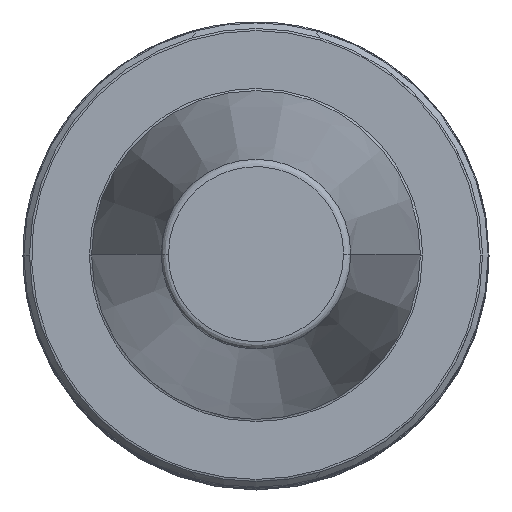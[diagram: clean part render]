
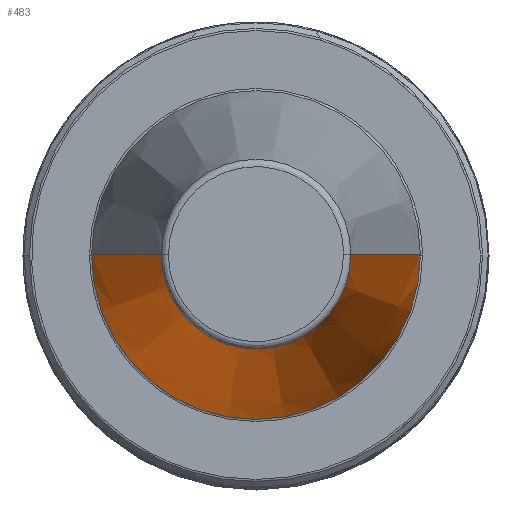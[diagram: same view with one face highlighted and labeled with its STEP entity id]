
A CAD part, top view. The second image highlights one B-rep face of the part: STEP entity #483.
In plain terms, the highlighted conical face has half-angle 8.297 degrees and reference radius 12.812 mm.
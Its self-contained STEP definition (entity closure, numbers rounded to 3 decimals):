
#176 = CIRCLE ( 'NONE', #634, 12.812 ) ;
#249 = AXIS2_PLACEMENT_3D ( 'NONE', #825, #592, #2700 ) ;
#422 = EDGE_LOOP ( 'NONE', ( #1793, #3329, #1666, #1319 ) ) ;
#471 = CARTESIAN_POINT ( 'NONE',  ( 12.812, 0., 64.544 ) ) ;
#483 = ADVANCED_FACE ( 'NONE', ( #794 ), #1995, .T. ) ;
#520 = EDGE_CURVE ( 'NONE', #1410, #3034, #3171, .T. ) ;
#592 = DIRECTION ( 'NONE',  ( 0., 0., 1. ) ) ;
#634 = AXIS2_PLACEMENT_3D ( 'NONE', #1138, #2990, #1395 ) ;
#649 = CARTESIAN_POINT ( 'NONE',  ( -12.812, 0., 64.544 ) ) ;
#794 = FACE_OUTER_BOUND ( 'NONE', #422, .T. ) ;
#825 = CARTESIAN_POINT ( 'NONE',  ( 0., 0., 0. ) ) ;
#855 = LINE ( 'NONE', #471, #1798 ) ;
#1138 = CARTESIAN_POINT ( 'NONE',  ( 0., 0., 64.544 ) ) ;
#1261 = CARTESIAN_POINT ( 'NONE',  ( -12.812, 0., 64.544 ) ) ;
#1319 = ORIENTED_EDGE ( 'NONE', *, *, #520, .T. ) ;
#1395 = DIRECTION ( 'NONE',  ( -1., 0., 0. ) ) ;
#1410 = VERTEX_POINT ( 'NONE', #2096 ) ;
#1526 = CARTESIAN_POINT ( 'NONE',  ( 0., 0., 64.544 ) ) ;
#1666 = ORIENTED_EDGE ( 'NONE', *, *, #1982, .T. ) ;
#1696 = CARTESIAN_POINT ( 'NONE',  ( 12.812, 0., 64.544 ) ) ;
#1793 = ORIENTED_EDGE ( 'NONE', *, *, #3006, .F. ) ;
#1798 = VECTOR ( 'NONE', #2322, 1000. ) ;
#1982 = EDGE_CURVE ( 'NONE', #2750, #1410, #3001, .T. ) ;
#1995 = CONICAL_SURFACE ( 'NONE', #3355, 12.812, 0.145 ) ;
#2024 = DIRECTION ( 'NONE',  ( -1., 0., 0. ) ) ;
#2067 = CARTESIAN_POINT ( 'NONE',  ( 22.225, 0., 0. ) ) ;
#2096 = CARTESIAN_POINT ( 'NONE',  ( -22.225, 0., 0. ) ) ;
#2322 = DIRECTION ( 'NONE',  ( 0.144, 0., -0.99 ) ) ;
#2463 = DIRECTION ( 'NONE',  ( 0., 0., -1. ) ) ;
#2535 = EDGE_CURVE ( 'NONE', #2750, #3375, #176, .T. ) ;
#2700 = DIRECTION ( 'NONE',  ( 1., 0., 0. ) ) ;
#2750 = VERTEX_POINT ( 'NONE', #649 ) ;
#2832 = VECTOR ( 'NONE', #3127, 1000. ) ;
#2990 = DIRECTION ( 'NONE',  ( 0., 0., 1. ) ) ;
#3001 = LINE ( 'NONE', #1261, #2832 ) ;
#3006 = EDGE_CURVE ( 'NONE', #3375, #3034, #855, .T. ) ;
#3034 = VERTEX_POINT ( 'NONE', #2067 ) ;
#3127 = DIRECTION ( 'NONE',  ( -0.144, 0., -0.99 ) ) ;
#3171 = CIRCLE ( 'NONE', #249, 22.225 ) ;
#3329 = ORIENTED_EDGE ( 'NONE', *, *, #2535, .F. ) ;
#3355 = AXIS2_PLACEMENT_3D ( 'NONE', #1526, #2463, #2024 ) ;
#3375 = VERTEX_POINT ( 'NONE', #1696 ) ;
